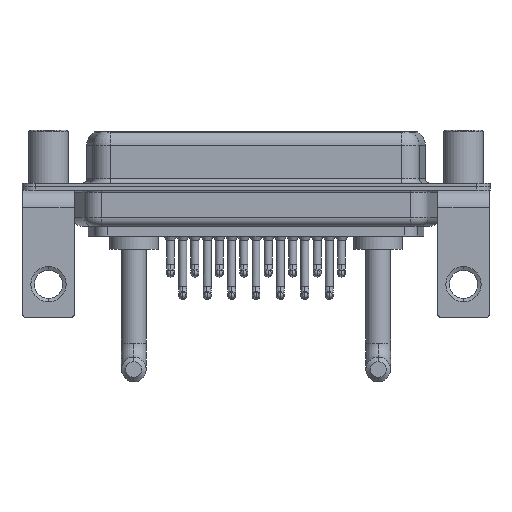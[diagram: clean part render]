
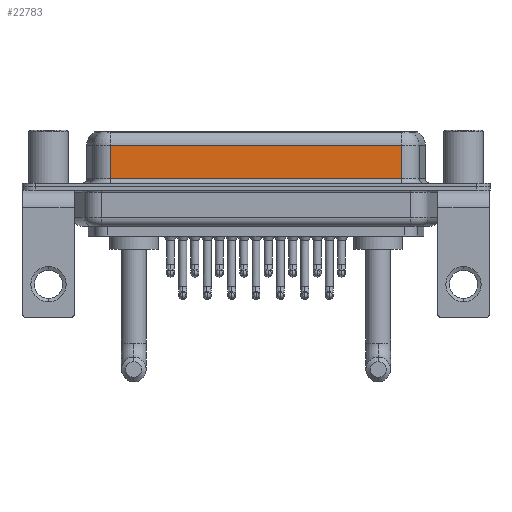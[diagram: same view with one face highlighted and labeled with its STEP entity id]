
A CAD part, front view. The second image highlights one B-rep face of the part: STEP entity #22783.
In plain terms, the highlighted planar face has unit normal (0, -1, 0).
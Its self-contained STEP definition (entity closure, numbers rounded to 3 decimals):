
#400 = DIRECTION ( 'NONE',  ( 0., 0., -1. ) ) ;
#1030 = CARTESIAN_POINT ( 'NONE',  ( 40.037, -3.95, 0.9 ) ) ;
#3003 = PLANE ( 'NONE',  #8093 ) ;
#3726 = EDGE_CURVE ( 'NONE', #9703, #21385, #22925, .T. ) ;
#3915 = VECTOR ( 'NONE', #17896, 1000. ) ;
#4721 = DIRECTION ( 'NONE',  ( 1., 0., 0. ) ) ;
#4772 = CARTESIAN_POINT ( 'NONE',  ( 7.013, -3.95, 0.9 ) ) ;
#5086 = CARTESIAN_POINT ( 'NONE',  ( 40.037, -3.95, 0.9 ) ) ;
#5339 = CARTESIAN_POINT ( 'NONE',  ( 7.013, -3.95, 4.65 ) ) ;
#5921 = VERTEX_POINT ( 'NONE', #19021 ) ;
#5942 = CARTESIAN_POINT ( 'NONE',  ( 7.013, -3.95, 6.4 ) ) ;
#8093 = AXIS2_PLACEMENT_3D ( 'NONE', #10210, #17404, #19289 ) ;
#9703 = VERTEX_POINT ( 'NONE', #4772 ) ;
#9934 = CARTESIAN_POINT ( 'NONE',  ( 40.037, -3.95, 4.65 ) ) ;
#10210 = CARTESIAN_POINT ( 'NONE',  ( 40.037, -3.95, 6.4 ) ) ;
#10283 = VERTEX_POINT ( 'NONE', #5339 ) ;
#11455 = VECTOR ( 'NONE', #400, 1000. ) ;
#12097 = FACE_OUTER_BOUND ( 'NONE', #20900, .T. ) ;
#13522 = EDGE_CURVE ( 'NONE', #5921, #10283, #19362, .T. ) ;
#13566 = DIRECTION ( 'NONE',  ( -1., 0., 0. ) ) ;
#14083 = VECTOR ( 'NONE', #4721, 1000. ) ;
#14460 = LINE ( 'NONE', #5942, #11455 ) ;
#16106 = CARTESIAN_POINT ( 'NONE',  ( 40.037, -3.95, 6.4 ) ) ;
#17404 = DIRECTION ( 'NONE',  ( 0., 1., 0. ) ) ;
#17896 = DIRECTION ( 'NONE',  ( 0., 0., -1. ) ) ;
#18668 = ORIENTED_EDGE ( 'NONE', *, *, #3726, .T. ) ;
#19021 = CARTESIAN_POINT ( 'NONE',  ( 40.037, -3.95, 4.65 ) ) ;
#19289 = DIRECTION ( 'NONE',  ( 0., 0., 1. ) ) ;
#19362 = LINE ( 'NONE', #9934, #21817 ) ;
#19606 = ORIENTED_EDGE ( 'NONE', *, *, #20549, .T. ) ;
#20420 = EDGE_CURVE ( 'NONE', #5921, #21385, #21561, .T. ) ;
#20549 = EDGE_CURVE ( 'NONE', #10283, #9703, #14460, .T. ) ;
#20752 = ORIENTED_EDGE ( 'NONE', *, *, #13522, .T. ) ;
#20900 = EDGE_LOOP ( 'NONE', ( #22845, #20752, #19606, #18668 ) ) ;
#21385 = VERTEX_POINT ( 'NONE', #1030 ) ;
#21561 = LINE ( 'NONE', #16106, #3915 ) ;
#21817 = VECTOR ( 'NONE', #13566, 1000. ) ;
#22783 = ADVANCED_FACE ( 'NONE', ( #12097 ), #3003, .F. ) ;
#22845 = ORIENTED_EDGE ( 'NONE', *, *, #20420, .F. ) ;
#22925 = LINE ( 'NONE', #5086, #14083 ) ;
